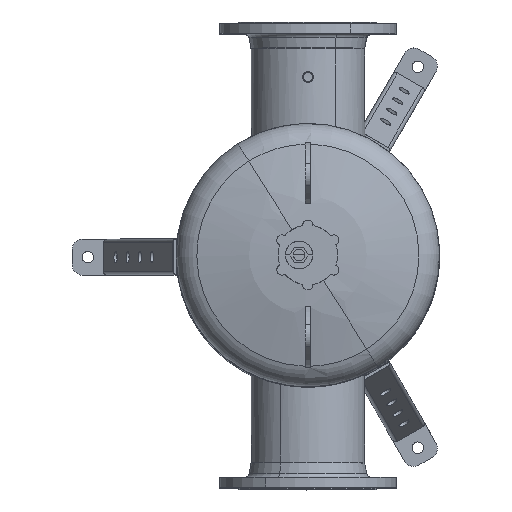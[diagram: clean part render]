
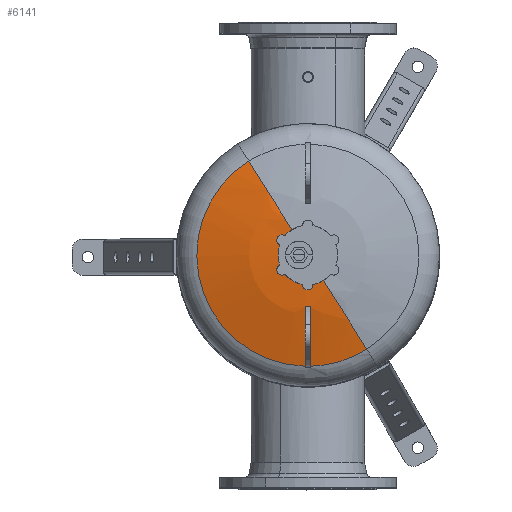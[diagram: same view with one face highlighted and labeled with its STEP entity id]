
A CAD part, top view. The second image highlights one B-rep face of the part: STEP entity #6141.
In plain terms, the highlighted spherical face has radius 750 mm.
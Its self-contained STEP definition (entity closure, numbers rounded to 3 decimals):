
#258=CARTESIAN_POINT('Vertex',(5.,-214.042,693.467)) ;
#262=CARTESIAN_POINT('Control Point',(5.,-214.042,693.467)) ;
#263=CARTESIAN_POINT('Control Point',(5.,-206.235,695.792)) ;
#264=CARTESIAN_POINT('Control Point',(5.,-198.399,698.01)) ;
#265=CARTESIAN_POINT('Control Point',(5.,-190.537,700.121)) ;
#266=CARTESIAN_POINT('Control Point',(5.,-175.793,703.865)) ;
#267=CARTESIAN_POINT('Control Point',(5.,-160.982,707.23)) ;
#268=CARTESIAN_POINT('Control Point',(5.,-154.081,708.712)) ;
#269=CARTESIAN_POINT('Control Point',(5.,-140.787,711.404)) ;
#270=CARTESIAN_POINT('Control Point',(5.,-127.49,713.787)) ;
#271=CARTESIAN_POINT('Control Point',(5.,-121.108,714.859)) ;
#272=CARTESIAN_POINT('Control Point',(5.,-113.015,716.129)) ;
#273=CARTESIAN_POINT('Control Point',(5.,-104.977,717.279)) ;
#274=CARTESIAN_POINT('Control Point',(5.,-103.268,717.519)) ;
#275=CARTESIAN_POINT('Control Point',(5.,-101.562,717.753)) ;
#276=CARTESIAN_POINT('Control Point',(5.,-99.86,717.981)) ;
#277=CARTESIAN_POINT('Vertex',(5.,-99.86,717.981)) ;
#318=CARTESIAN_POINT('Vertex',(-5.,-99.86,717.981)) ;
#322=CARTESIAN_POINT('Control Point',(-5.,-214.042,693.467)) ;
#323=CARTESIAN_POINT('Control Point',(-5.,-206.235,695.792)) ;
#324=CARTESIAN_POINT('Control Point',(-5.,-198.399,698.01)) ;
#325=CARTESIAN_POINT('Control Point',(-5.,-190.537,700.121)) ;
#326=CARTESIAN_POINT('Control Point',(-5.,-175.793,703.865)) ;
#327=CARTESIAN_POINT('Control Point',(-5.,-160.982,707.23)) ;
#328=CARTESIAN_POINT('Control Point',(-5.,-154.081,708.712)) ;
#329=CARTESIAN_POINT('Control Point',(-5.,-140.787,711.404)) ;
#330=CARTESIAN_POINT('Control Point',(-5.,-127.49,713.787)) ;
#331=CARTESIAN_POINT('Control Point',(-5.,-121.108,714.859)) ;
#332=CARTESIAN_POINT('Control Point',(-5.,-113.015,716.129)) ;
#333=CARTESIAN_POINT('Control Point',(-5.,-104.977,717.279)) ;
#334=CARTESIAN_POINT('Control Point',(-5.,-103.268,717.519)) ;
#335=CARTESIAN_POINT('Control Point',(-5.,-101.562,717.753)) ;
#336=CARTESIAN_POINT('Control Point',(-5.,-99.86,717.981)) ;
#337=CARTESIAN_POINT('Vertex',(-5.,-214.042,693.467)) ;
#366=CARTESIAN_POINT('Control Point',(5.,-99.86,717.981)) ;
#367=CARTESIAN_POINT('Control Point',(1.662,-99.868,718.003)) ;
#368=CARTESIAN_POINT('Control Point',(-1.662,-99.868,718.003)) ;
#369=CARTESIAN_POINT('Control Point',(-5.,-99.86,717.981)) ;
#6053=CARTESIAN_POINT('Vertex',(-5.71,9.108,724.599)) ;
#6056=CARTESIAN_POINT('Axis2P3D Location',(0.,0.,724.599)) ;
#6060=CARTESIAN_POINT('Vertex',(5.154,-9.434,724.599)) ;
#6085=CARTESIAN_POINT('Vertex',(5.71,-9.108,724.599)) ;
#6088=CARTESIAN_POINT('Axis2P3D Location',(0.,0.,724.599)) ;
#6101=CARTESIAN_POINT('Axis2P3D Location',(0.,0.,-25.324)) ;
#6106=CARTESIAN_POINT('Axis2P3D Location',(0.,0.,693.467)) ;
#6110=CARTESIAN_POINT('Vertex',(113.714,-181.406,693.467)) ;
#6113=CARTESIAN_POINT('Axis2P3D Location',(0.,0.,-25.324)) ;
#6118=CARTESIAN_POINT('Axis2P3D Location',(0.,0.,-25.324)) ;
#6122=CARTESIAN_POINT('Vertex',(-113.714,181.406,693.467)) ;
#6125=CARTESIAN_POINT('Axis2P3D Location',(0.,0.,693.467)) ;
#6057=DIRECTION('Axis2P3D Direction',(0.,0.,1.)) ;
#6089=DIRECTION('Axis2P3D Direction',(0.,0.,1.)) ;
#6102=DIRECTION('Axis2P3D Direction',(0.,0.,1.)) ;
#6103=DIRECTION('Axis2P3D XDirection',(-0.531,0.847,0.)) ;
#6107=DIRECTION('Axis2P3D Direction',(0.,0.,1.)) ;
#6114=DIRECTION('Axis2P3D Direction',(-0.847,-0.531,0.)) ;
#6119=DIRECTION('Axis2P3D Direction',(0.847,0.531,-0.)) ;
#6126=DIRECTION('Axis2P3D Direction',(0.,0.,1.)) ;
#6058=AXIS2_PLACEMENT_3D('Circle Axis2P3D',#6056,#6057,$) ;
#6090=AXIS2_PLACEMENT_3D('Circle Axis2P3D',#6088,#6089,$) ;
#6104=AXIS2_PLACEMENT_3D('Sphere Axis2P3D',#6101,#6102,#6103) ;
#6108=AXIS2_PLACEMENT_3D('Circle Axis2P3D',#6106,#6107,$) ;
#6115=AXIS2_PLACEMENT_3D('Circle Axis2P3D',#6113,#6114,$) ;
#6120=AXIS2_PLACEMENT_3D('Circle Axis2P3D',#6118,#6119,$) ;
#6127=AXIS2_PLACEMENT_3D('Circle Axis2P3D',#6125,#6126,$) ;
#6131=ORIENTED_EDGE('',*,*,#6112,.T.) ;
#6132=ORIENTED_EDGE('',*,*,#6117,.T.) ;
#6133=ORIENTED_EDGE('',*,*,#6092,.F.) ;
#6134=ORIENTED_EDGE('',*,*,#6062,.F.) ;
#6135=ORIENTED_EDGE('',*,*,#6124,.F.) ;
#6136=ORIENTED_EDGE('',*,*,#6129,.T.) ;
#6137=ORIENTED_EDGE('',*,*,#339,.T.) ;
#6138=ORIENTED_EDGE('',*,*,#370,.F.) ;
#6139=ORIENTED_EDGE('',*,*,#279,.F.) ;
#6141=ADVANCED_FACE('PartBody',(#6140),#6105,.T.) ;
#261=B_SPLINE_CURVE_WITH_KNOTS('',5,(#262,#263,#264,#265,#266,#267,#268,#269,#270,#271,#272,#273,#274,#275,#276),.UNSPECIFIED.,.F.,.U.,(6,3,3,3,6),(0.,57.678,107.829,154.185,166.732),.UNSPECIFIED.) ;
#321=B_SPLINE_CURVE_WITH_KNOTS('',5,(#322,#323,#324,#325,#326,#327,#328,#329,#330,#331,#332,#333,#334,#335,#336),.UNSPECIFIED.,.F.,.U.,(6,3,3,3,6),(0.,57.678,107.829,154.185,166.732),.UNSPECIFIED.) ;
#365=B_SPLINE_CURVE_WITH_KNOTS('',3,(#366,#367,#368,#369),.UNSPECIFIED.,.F.,.U.,(4,4),(0.,75.706),.UNSPECIFIED.) ;
#6059=CIRCLE('generated circle',#6058,10.75) ;
#6091=CIRCLE('generated circle',#6090,10.75) ;
#6109=CIRCLE('generated circle',#6108,214.1) ;
#6116=CIRCLE('generated circle',#6115,750.) ;
#6121=CIRCLE('generated circle',#6120,750.) ;
#6128=CIRCLE('generated circle',#6127,214.1) ;
#279=EDGE_CURVE('',#259,#278,#261,.T.) ;
#339=EDGE_CURVE('',#338,#319,#321,.T.) ;
#370=EDGE_CURVE('',#278,#319,#365,.T.) ;
#6062=EDGE_CURVE('',#6054,#6061,#6059,.T.) ;
#6092=EDGE_CURVE('',#6061,#6086,#6091,.T.) ;
#6112=EDGE_CURVE('',#259,#6111,#6109,.T.) ;
#6117=EDGE_CURVE('',#6111,#6086,#6116,.T.) ;
#6124=EDGE_CURVE('',#6123,#6054,#6121,.T.) ;
#6129=EDGE_CURVE('',#6123,#338,#6128,.T.) ;
#6130=EDGE_LOOP('',(#6131,#6132,#6133,#6134,#6135,#6136,#6137,#6138,#6139)) ;
#6140=FACE_OUTER_BOUND('',#6130,.T.) ;
#6105=SPHERICAL_SURFACE('',#6104,750.) ;
#259=VERTEX_POINT('',#258) ;
#278=VERTEX_POINT('',#277) ;
#319=VERTEX_POINT('',#318) ;
#338=VERTEX_POINT('',#337) ;
#6054=VERTEX_POINT('',#6053) ;
#6061=VERTEX_POINT('',#6060) ;
#6086=VERTEX_POINT('',#6085) ;
#6111=VERTEX_POINT('',#6110) ;
#6123=VERTEX_POINT('',#6122) ;
